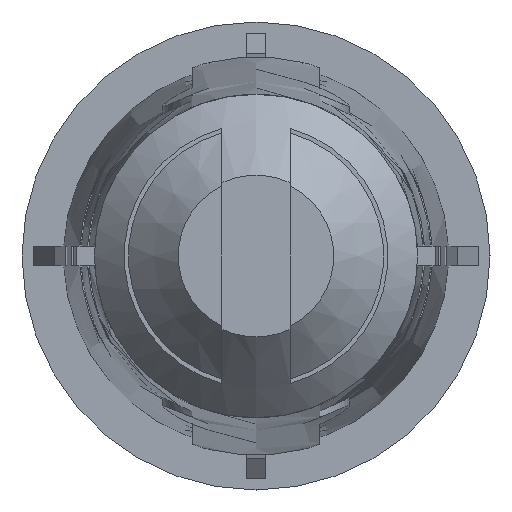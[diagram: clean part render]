
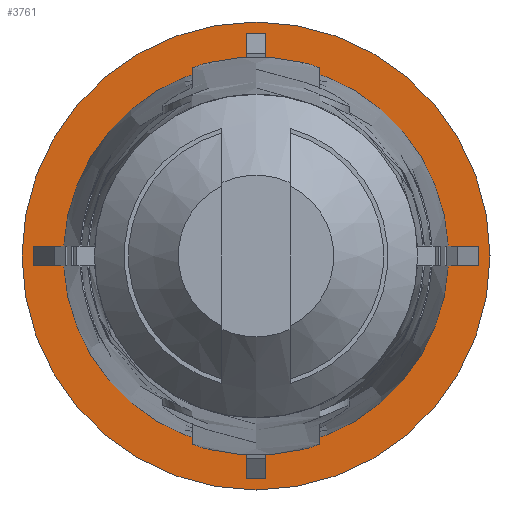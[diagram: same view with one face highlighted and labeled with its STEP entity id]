
A CAD part, left-side view. The second image highlights one B-rep face of the part: STEP entity #3761.
In plain terms, the highlighted planar face has unit normal (-1, 0, 0).
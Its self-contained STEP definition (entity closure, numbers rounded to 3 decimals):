
#94=LINE('',#5033,#286);
#101=LINE('',#5048,#293);
#144=LINE('',#5126,#336);
#151=LINE('',#5141,#343);
#155=LINE('',#5149,#347);
#156=LINE('',#5152,#348);
#157=LINE('',#5153,#349);
#158=LINE('',#5154,#350);
#159=LINE('',#5156,#351);
#160=LINE('',#5158,#352);
#161=LINE('',#5159,#353);
#162=LINE('',#5160,#354);
#286=VECTOR('',#4178,1000.);
#293=VECTOR('',#4187,1000.);
#336=VECTOR('',#4262,1000.);
#343=VECTOR('',#4271,1000.);
#347=VECTOR('',#4281,1000.);
#348=VECTOR('',#4282,1000.);
#349=VECTOR('',#4283,1000.);
#350=VECTOR('',#4284,1000.);
#351=VECTOR('',#4285,1000.);
#352=VECTOR('',#4286,1000.);
#353=VECTOR('',#4287,1000.);
#354=VECTOR('',#4288,1000.);
#495=PLANE('',#3952);
#559=CIRCLE('',#3899,4.525);
#567=CIRCLE('',#3911,4.525);
#572=CIRCLE('',#3917,4.525);
#580=CIRCLE('',#3929,4.525);
#583=CIRCLE('',#3953,5.5);
#790=ORIENTED_EDGE('',*,*,#1584,.F.);
#791=ORIENTED_EDGE('',*,*,#1585,.F.);
#792=ORIENTED_EDGE('',*,*,#1586,.F.);
#793=ORIENTED_EDGE('',*,*,#1506,.T.);
#794=ORIENTED_EDGE('',*,*,#1580,.T.);
#795=ORIENTED_EDGE('',*,*,#1587,.F.);
#796=ORIENTED_EDGE('',*,*,#1573,.F.);
#797=ORIENTED_EDGE('',*,*,#1482,.T.);
#798=ORIENTED_EDGE('',*,*,#1588,.F.);
#799=ORIENTED_EDGE('',*,*,#1589,.T.);
#800=ORIENTED_EDGE('',*,*,#1590,.T.);
#801=ORIENTED_EDGE('',*,*,#1465,.T.);
#802=ORIENTED_EDGE('',*,*,#1530,.F.);
#803=ORIENTED_EDGE('',*,*,#1591,.T.);
#804=ORIENTED_EDGE('',*,*,#1523,.T.);
#805=ORIENTED_EDGE('',*,*,#1441,.T.);
#806=ORIENTED_EDGE('',*,*,#1592,.T.);
#1441=EDGE_CURVE('',#1861,#1859,#559,.T.);
#1465=EDGE_CURVE('',#1885,#1884,#567,.T.);
#1482=EDGE_CURVE('',#1902,#1901,#572,.T.);
#1506=EDGE_CURVE('',#1926,#1925,#580,.T.);
#1523=EDGE_CURVE('',#1942,#1861,#94,.T.);
#1530=EDGE_CURVE('',#1948,#1884,#101,.T.);
#1573=EDGE_CURVE('',#1902,#1968,#144,.T.);
#1580=EDGE_CURVE('',#1925,#1974,#151,.T.);
#1584=EDGE_CURVE('',#1975,#1975,#583,.T.);
#1585=EDGE_CURVE('',#1976,#1977,#155,.T.);
#1586=EDGE_CURVE('',#1926,#1976,#156,.T.);
#1587=EDGE_CURVE('',#1968,#1974,#157,.T.);
#1588=EDGE_CURVE('',#1978,#1901,#158,.T.);
#1589=EDGE_CURVE('',#1978,#1979,#159,.T.);
#1590=EDGE_CURVE('',#1979,#1885,#160,.T.);
#1591=EDGE_CURVE('',#1948,#1942,#161,.T.);
#1592=EDGE_CURVE('',#1859,#1977,#162,.T.);
#1859=VERTEX_POINT('',#4713);
#1861=VERTEX_POINT('',#4716);
#1884=VERTEX_POINT('',#4798);
#1885=VERTEX_POINT('',#4800);
#1901=VERTEX_POINT('',#4875);
#1902=VERTEX_POINT('',#4877);
#1925=VERTEX_POINT('',#4959);
#1926=VERTEX_POINT('',#4961);
#1942=VERTEX_POINT('',#5034);
#1948=VERTEX_POINT('',#5047);
#1968=VERTEX_POINT('',#5127);
#1974=VERTEX_POINT('',#5140);
#1975=VERTEX_POINT('',#5148);
#1976=VERTEX_POINT('',#5150);
#1977=VERTEX_POINT('',#5151);
#1978=VERTEX_POINT('',#5155);
#1979=VERTEX_POINT('',#5157);
#2338=EDGE_LOOP('',(#790));
#2339=EDGE_LOOP('',(#791,#792,#793,#794,#795,#796,#797,#798,#799,#800,#801,
#802,#803,#804,#805,#806));
#2506=FACE_BOUND('',#2338,.T.);
#2507=FACE_BOUND('',#2339,.T.);
#3761=ADVANCED_FACE('',(#2506,#2507),#495,.F.);
#3899=AXIS2_PLACEMENT_3D('',#4715,#4107,#4108);
#3911=AXIS2_PLACEMENT_3D('',#4799,#4131,#4132);
#3917=AXIS2_PLACEMENT_3D('',#4876,#4143,#4144);
#3929=AXIS2_PLACEMENT_3D('',#4960,#4167,#4168);
#3952=AXIS2_PLACEMENT_3D('',#5146,#4277,#4278);
#3953=AXIS2_PLACEMENT_3D('',#5147,#4279,#4280);
#4107=DIRECTION('',(1.,0.,0.));
#4108=DIRECTION('',(0.,0.,-1.));
#4131=DIRECTION('',(1.,0.,0.));
#4132=DIRECTION('',(0.,0.,-1.));
#4143=DIRECTION('',(1.,0.,0.));
#4144=DIRECTION('',(0.,0.,-1.));
#4167=DIRECTION('',(1.,0.,0.));
#4168=DIRECTION('',(0.,0.,-1.));
#4178=DIRECTION('',(0.,1.,0.));
#4187=DIRECTION('',(0.,1.,0.));
#4262=DIRECTION('',(0.,1.,0.));
#4271=DIRECTION('',(0.,1.,0.));
#4277=DIRECTION('',(1.,0.,0.));
#4278=DIRECTION('',(0.,0.,-1.));
#4279=DIRECTION('',(1.,0.,0.));
#4280=DIRECTION('',(0.,0.,-1.));
#4281=DIRECTION('',(0.,-1.,0.));
#4282=DIRECTION('',(0.,0.,-1.));
#4283=DIRECTION('',(0.,0.,-1.));
#4284=DIRECTION('',(0.,0.,-1.));
#4285=DIRECTION('',(0.,-1.,0.));
#4286=DIRECTION('',(0.,0.,-1.));
#4287=DIRECTION('',(0.,0.,-1.));
#4288=DIRECTION('',(0.,0.,-1.));
#4713=CARTESIAN_POINT('',(-0.5,-0.235,-4.519));
#4715=CARTESIAN_POINT('',(-0.5,0.,0.));
#4716=CARTESIAN_POINT('',(-0.5,-4.519,-0.235));
#4798=CARTESIAN_POINT('',(-0.5,-4.519,0.235));
#4799=CARTESIAN_POINT('',(-0.5,0.,0.));
#4800=CARTESIAN_POINT('',(-0.5,-0.235,4.519));
#4875=CARTESIAN_POINT('',(-0.5,0.235,4.519));
#4876=CARTESIAN_POINT('',(-0.5,0.,0.));
#4877=CARTESIAN_POINT('',(-0.5,4.519,0.235));
#4959=CARTESIAN_POINT('',(-0.5,4.519,-0.235));
#4960=CARTESIAN_POINT('',(-0.5,0.,0.));
#4961=CARTESIAN_POINT('',(-0.5,0.235,-4.519));
#5033=CARTESIAN_POINT('',(-0.5,-4.935,-0.235));
#5034=CARTESIAN_POINT('',(-0.5,-4.935,-0.235));
#5047=CARTESIAN_POINT('',(-0.5,-4.935,0.235));
#5048=CARTESIAN_POINT('',(-0.5,-4.935,0.235));
#5126=CARTESIAN_POINT('',(-0.5,-4.935,0.235));
#5127=CARTESIAN_POINT('',(-0.5,4.935,0.235));
#5140=CARTESIAN_POINT('',(-0.5,4.935,-0.235));
#5141=CARTESIAN_POINT('',(-0.5,-4.935,-0.235));
#5146=CARTESIAN_POINT('',(-0.5,4.525,0.));
#5147=CARTESIAN_POINT('',(-0.5,0.,0.));
#5148=CARTESIAN_POINT('',(-0.5,0.,-5.5));
#5149=CARTESIAN_POINT('',(-0.5,0.235,-4.823));
#5150=CARTESIAN_POINT('',(-0.5,0.235,-4.823));
#5151=CARTESIAN_POINT('',(-0.5,-0.235,-4.823));
#5152=CARTESIAN_POINT('',(-0.5,0.235,4.823));
#5153=CARTESIAN_POINT('',(-0.5,4.935,0.235));
#5154=CARTESIAN_POINT('',(-0.5,0.235,4.823));
#5155=CARTESIAN_POINT('',(-0.5,0.235,4.823));
#5156=CARTESIAN_POINT('',(-0.5,0.235,4.823));
#5157=CARTESIAN_POINT('',(-0.5,-0.235,4.823));
#5158=CARTESIAN_POINT('',(-0.5,-0.235,4.823));
#5159=CARTESIAN_POINT('',(-0.5,-4.935,0.235));
#5160=CARTESIAN_POINT('',(-0.5,-0.235,4.823));
